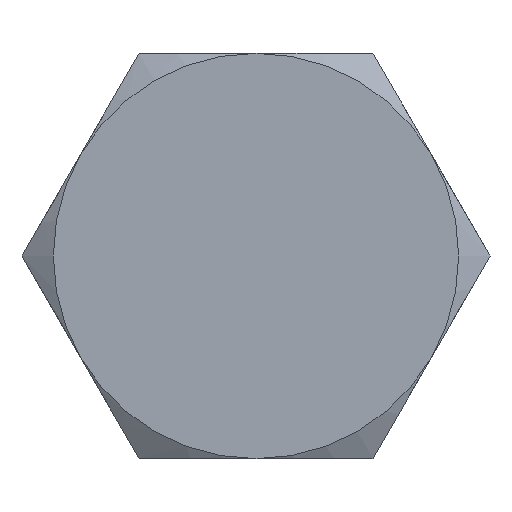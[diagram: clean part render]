
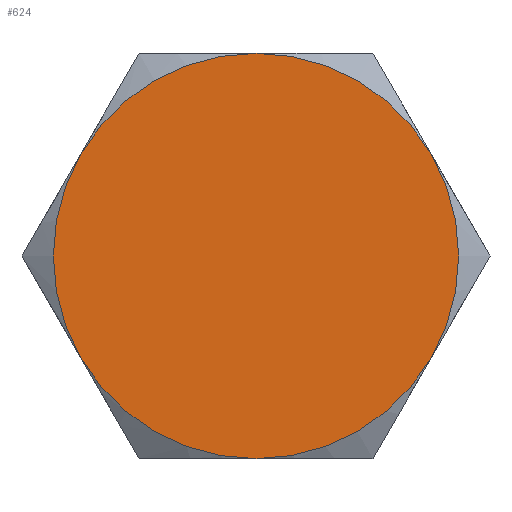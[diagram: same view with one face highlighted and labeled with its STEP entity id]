
A CAD part, left-side view. The second image highlights one B-rep face of the part: STEP entity #624.
In plain terms, the highlighted planar face has unit normal (-1, 0, 0).
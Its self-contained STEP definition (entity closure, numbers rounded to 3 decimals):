
#10 = AXIS2_PLACEMENT_3D ( 'NONE', #66, #410, #537 ) ;
#17 = VERTEX_POINT ( 'NONE', #386 ) ;
#64 = AXIS2_PLACEMENT_3D ( 'NONE', #597, #734, #802 ) ;
#66 = CARTESIAN_POINT ( 'NONE',  ( 0., 0., 0. ) ) ;
#94 = VERTEX_POINT ( 'NONE', #461 ) ;
#100 = CARTESIAN_POINT ( 'NONE',  ( 0., 0., 0. ) ) ;
#126 = ORIENTED_EDGE ( 'NONE', *, *, #710, .T. ) ;
#148 = CARTESIAN_POINT ( 'NONE',  ( 0., 0., 0. ) ) ;
#157 = CIRCLE ( 'NONE', #411, 3.5 ) ;
#168 = DIRECTION ( 'NONE',  ( 1., 0., 0. ) ) ;
#192 = VERTEX_POINT ( 'NONE', #808 ) ;
#199 = VERTEX_POINT ( 'NONE', #272 ) ;
#212 = DIRECTION ( 'NONE',  ( 0., 0., -1. ) ) ;
#213 = EDGE_CURVE ( 'NONE', #192, #94, #291, .T. ) ;
#216 = ORIENTED_EDGE ( 'NONE', *, *, #354, .F. ) ;
#235 = CARTESIAN_POINT ( 'NONE',  ( 0., 0., 0. ) ) ;
#272 = CARTESIAN_POINT ( 'NONE',  ( 0., 0., 3.5 ) ) ;
#291 = CIRCLE ( 'NONE', #64, 3.5 ) ;
#311 = DIRECTION ( 'NONE',  ( 1., 0., 0. ) ) ;
#316 = CARTESIAN_POINT ( 'NONE',  ( 0., 0., 0. ) ) ;
#340 = ORIENTED_EDGE ( 'NONE', *, *, #213, .F. ) ;
#354 = EDGE_CURVE ( 'NONE', #776, #192, #564, .T. ) ;
#362 = EDGE_LOOP ( 'NONE', ( #216, #463, #642, #381, #126, #340 ) ) ;
#381 = ORIENTED_EDGE ( 'NONE', *, *, #853, .F. ) ;
#386 = CARTESIAN_POINT ( 'NONE',  ( 0., -3.031, 1.75 ) ) ;
#410 = DIRECTION ( 'NONE',  ( -1., 0., 0. ) ) ;
#411 = AXIS2_PLACEMENT_3D ( 'NONE', #316, #781, #581 ) ;
#414 = DIRECTION ( 'NONE',  ( 1., 0., 0. ) ) ;
#419 = CARTESIAN_POINT ( 'NONE',  ( 0., -3.031, -1.75 ) ) ;
#426 = CARTESIAN_POINT ( 'NONE',  ( 0., 0., -3.5 ) ) ;
#451 = FACE_OUTER_BOUND ( 'NONE', #362, .T. ) ;
#461 = CARTESIAN_POINT ( 'NONE',  ( 0., 3.031, 1.75 ) ) ;
#463 = ORIENTED_EDGE ( 'NONE', *, *, #549, .F. ) ;
#471 = AXIS2_PLACEMENT_3D ( 'NONE', #100, #311, #574 ) ;
#491 = CIRCLE ( 'NONE', #10, 3.5 ) ;
#498 = AXIS2_PLACEMENT_3D ( 'NONE', #148, #611, #212 ) ;
#537 = DIRECTION ( 'NONE',  ( 0., 0., 1. ) ) ;
#549 = EDGE_CURVE ( 'NONE', #832, #776, #157, .T. ) ;
#556 = DIRECTION ( 'NONE',  ( 0., 0., -1. ) ) ;
#564 = CIRCLE ( 'NONE', #471, 3.5 ) ;
#573 = CIRCLE ( 'NONE', #627, 3.5 ) ;
#574 = DIRECTION ( 'NONE',  ( 0., 0., -1. ) ) ;
#581 = DIRECTION ( 'NONE',  ( 0., 0., -1. ) ) ;
#597 = CARTESIAN_POINT ( 'NONE',  ( 0., 0., 0. ) ) ;
#611 = DIRECTION ( 'NONE',  ( 1., 0., 0. ) ) ;
#620 = CIRCLE ( 'NONE', #498, 3.5 ) ;
#624 = ADVANCED_FACE ( 'NONE', ( #451 ), #737, .F. ) ;
#627 = AXIS2_PLACEMENT_3D ( 'NONE', #235, #168, #556 ) ;
#642 = ORIENTED_EDGE ( 'NONE', *, *, #811, .F. ) ;
#659 = DIRECTION ( 'NONE',  ( 0., 0., -1. ) ) ;
#664 = CARTESIAN_POINT ( 'NONE',  ( 0., 4.041, 0. ) ) ;
#689 = AXIS2_PLACEMENT_3D ( 'NONE', #664, #414, #659 ) ;
#710 = EDGE_CURVE ( 'NONE', #199, #94, #491, .T. ) ;
#734 = DIRECTION ( 'NONE',  ( 1., 0., 0. ) ) ;
#737 = PLANE ( 'NONE',  #689 ) ;
#776 = VERTEX_POINT ( 'NONE', #426 ) ;
#781 = DIRECTION ( 'NONE',  ( 1., 0., 0. ) ) ;
#802 = DIRECTION ( 'NONE',  ( 0., 0., -1. ) ) ;
#808 = CARTESIAN_POINT ( 'NONE',  ( 0., 3.031, -1.75 ) ) ;
#811 = EDGE_CURVE ( 'NONE', #17, #832, #620, .T. ) ;
#832 = VERTEX_POINT ( 'NONE', #419 ) ;
#853 = EDGE_CURVE ( 'NONE', #199, #17, #573, .T. ) ;
